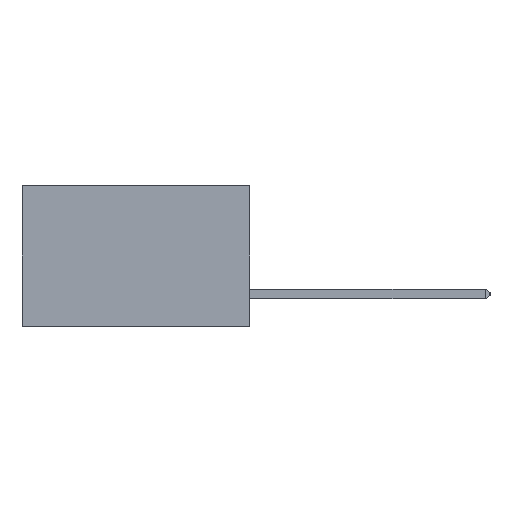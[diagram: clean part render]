
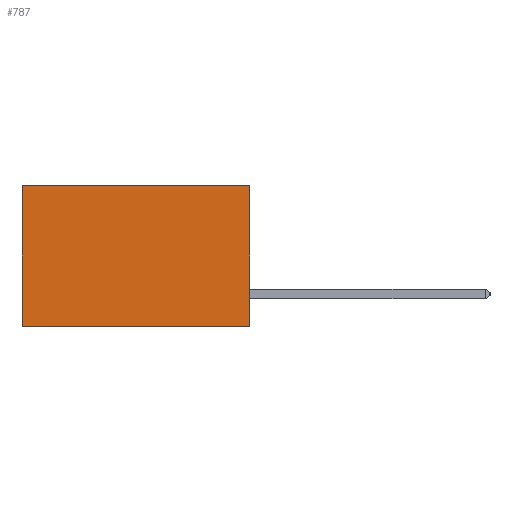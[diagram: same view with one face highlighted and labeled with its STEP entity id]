
A CAD part, left-side view. The second image highlights one B-rep face of the part: STEP entity #787.
In plain terms, the highlighted planar face has unit normal (-1, 0, 0).
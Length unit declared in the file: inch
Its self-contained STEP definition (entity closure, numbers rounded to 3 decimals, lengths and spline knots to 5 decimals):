
#76 = DIRECTION ( 'NONE',  ( 1., 0., 0. ) ) ;
#221 = VERTEX_POINT ( 'NONE', #9954 ) ;
#787 = ADVANCED_FACE ( 'NONE', ( #28540 ), #3479, .F. ) ;
#1057 = LINE ( 'NONE', #30605, #20133 ) ;
#1090 = CARTESIAN_POINT ( 'NONE',  ( 0.2875, 0., -0.37 ) ) ;
#1599 = VERTEX_POINT ( 'NONE', #23918 ) ;
#1975 = CARTESIAN_POINT ( 'NONE',  ( 0.2875, 0., 0. ) ) ;
#3479 = PLANE ( 'NONE',  #7087 ) ;
#3641 = ORIENTED_EDGE ( 'NONE', *, *, #16808, .T. ) ;
#5152 = DIRECTION ( 'NONE',  ( 0., 0., -1. ) ) ;
#5346 = VECTOR ( 'NONE', #13955, 39.37008 ) ;
#6611 = CARTESIAN_POINT ( 'NONE',  ( 0.2875, 0., 0. ) ) ;
#7087 = AXIS2_PLACEMENT_3D ( 'NONE', #20560, #76, #5152 ) ;
#9954 = CARTESIAN_POINT ( 'NONE',  ( 0.2875, 0.6, -0.37 ) ) ;
#10152 = EDGE_CURVE ( 'NONE', #21981, #221, #18826, .T. ) ;
#10941 = ORIENTED_EDGE ( 'NONE', *, *, #28982, .T. ) ;
#13092 = DIRECTION ( 'NONE',  ( 0., 1., 0. ) ) ;
#13913 = EDGE_CURVE ( 'NONE', #28928, #21981, #1057, .T. ) ;
#13955 = DIRECTION ( 'NONE',  ( 0., 1., 0. ) ) ;
#14291 = DIRECTION ( 'NONE',  ( 0., 0., -1. ) ) ;
#14481 = EDGE_LOOP ( 'NONE', ( #3641, #26244, #25021, #10941 ) ) ;
#16808 = EDGE_CURVE ( 'NONE', #1599, #221, #17431, .T. ) ;
#17431 = LINE ( 'NONE', #23826, #29101 ) ;
#18046 = LINE ( 'NONE', #1975, #5346 ) ;
#18826 = LINE ( 'NONE', #1090, #30487 ) ;
#20133 = VECTOR ( 'NONE', #14291, 39.37008 ) ;
#20560 = CARTESIAN_POINT ( 'NONE',  ( 0.2875, 0., 0. ) ) ;
#21981 = VERTEX_POINT ( 'NONE', #30030 ) ;
#23826 = CARTESIAN_POINT ( 'NONE',  ( 0.2875, 0.6, 0. ) ) ;
#23918 = CARTESIAN_POINT ( 'NONE',  ( 0.2875, 0.6, 0. ) ) ;
#25021 = ORIENTED_EDGE ( 'NONE', *, *, #13913, .F. ) ;
#26167 = DIRECTION ( 'NONE',  ( 0., 0., -1. ) ) ;
#26244 = ORIENTED_EDGE ( 'NONE', *, *, #10152, .F. ) ;
#28540 = FACE_OUTER_BOUND ( 'NONE', #14481, .T. ) ;
#28928 = VERTEX_POINT ( 'NONE', #6611 ) ;
#28982 = EDGE_CURVE ( 'NONE', #28928, #1599, #18046, .T. ) ;
#29101 = VECTOR ( 'NONE', #26167, 39.37008 ) ;
#30030 = CARTESIAN_POINT ( 'NONE',  ( 0.2875, 0., -0.37 ) ) ;
#30487 = VECTOR ( 'NONE', #13092, 39.37008 ) ;
#30605 = CARTESIAN_POINT ( 'NONE',  ( 0.2875, 0., 0. ) ) ;
